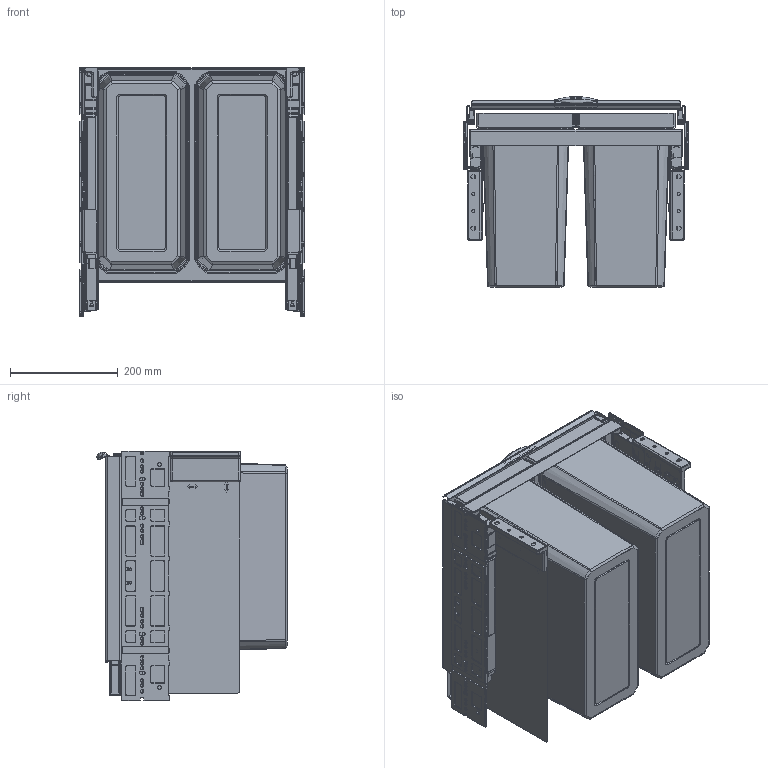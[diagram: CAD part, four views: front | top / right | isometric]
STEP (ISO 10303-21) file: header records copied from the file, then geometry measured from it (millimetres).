
FILE_DESCRIPTION(('STEP AP214'),'1');
FILE_NAME('8012301_V Cox Base 360 S_450-2.STP','2024-08-09T09:21:19',(' '),(' '),'Spatial InterOp 3D',' ',' ');
FILE_SCHEMA(('AUTOMOTIVE_DESIGN { 1 0 10303 214 1 1 1 1 }'));
Length unit declared in the file: millimetre
Products named in the file (1): 3D-Objekt
Bounding box: 418 x 354.2 x 464 mm (x, y, z)
Volume: 4031848.5 mm3; surface area: 3187875.3 mm2
Topology: 29 solids, 31 shells, 4232 faces, 10882 edges, 6786 vertices
Faces by surface type: plane 1758, cylinder 1636, torus 570, cone 106, bspline 88, sphere 74
Entity records: 186174 total; most frequent: CARTESIAN_POINT 27621, DIRECTION 23014, ORIENTED_EDGE 21716, EDGE_CURVE 10858, STYLED_ITEM 10090, PRESENTATION_STYLE_ASSIGNMENT 10090, COLOUR_RGB 10090, CURVE_STYLE 9353
